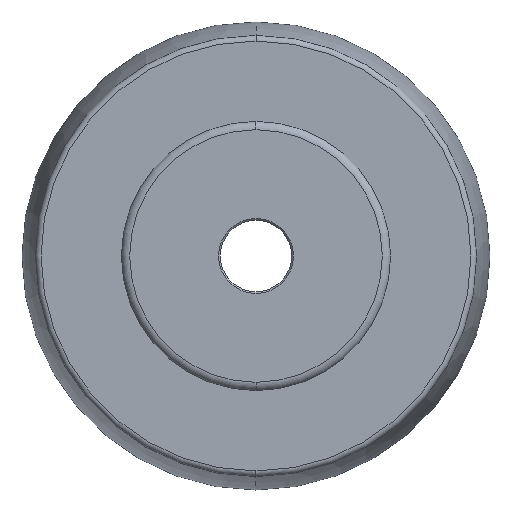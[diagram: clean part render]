
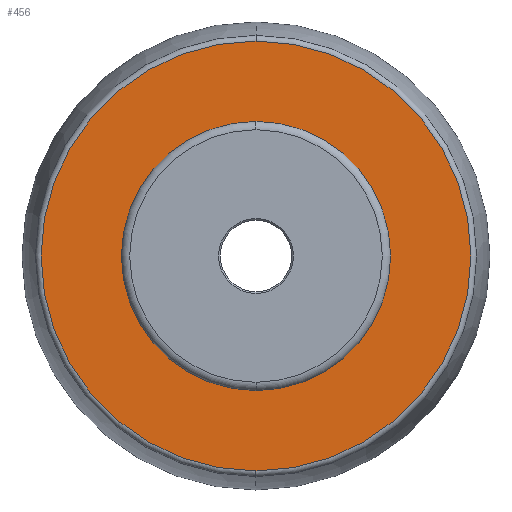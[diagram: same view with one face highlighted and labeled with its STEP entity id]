
A CAD part, left-side view. The second image highlights one B-rep face of the part: STEP entity #456.
In plain terms, the highlighted planar face has unit normal (-1, 0, 0).
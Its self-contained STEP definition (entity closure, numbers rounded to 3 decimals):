
#7 = CARTESIAN_POINT ( 'NONE',  ( -16.5, 0., -23. ) ) ;
#112 = CARTESIAN_POINT ( 'NONE',  ( -16.5, 0., 0. ) ) ;
#145 = EDGE_LOOP ( 'NONE', ( #441, #875 ) ) ;
#199 = VERTEX_POINT ( 'NONE', #438 ) ;
#224 = DIRECTION ( 'NONE',  ( -1., 0., 0. ) ) ;
#296 = FACE_BOUND ( 'NONE', #406, .T. ) ;
#345 = CARTESIAN_POINT ( 'NONE',  ( -16.5, 0., -36.735 ) ) ;
#406 = EDGE_LOOP ( 'NONE', ( #427, #433 ) ) ;
#427 = ORIENTED_EDGE ( 'NONE', *, *, #704, .F. ) ;
#433 = ORIENTED_EDGE ( 'NONE', *, *, #937, .F. ) ;
#438 = CARTESIAN_POINT ( 'NONE',  ( -16.5, 0., 23. ) ) ;
#441 = ORIENTED_EDGE ( 'NONE', *, *, #632, .T. ) ;
#443 = AXIS2_PLACEMENT_3D ( 'NONE', #687, #611, #540 ) ;
#453 = PLANE ( 'NONE',  #639 ) ;
#456 = ADVANCED_FACE ( 'NONE', ( #759, #296 ), #453, .T. ) ;
#505 = DIRECTION ( 'NONE',  ( 0., 0., 1. ) ) ;
#516 = CARTESIAN_POINT ( 'NONE',  ( -16.5, 0., 36.735 ) ) ;
#540 = DIRECTION ( 'NONE',  ( 0., 0., 1. ) ) ;
#541 = AXIS2_PLACEMENT_3D ( 'NONE', #579, #644, #707 ) ;
#543 = DIRECTION ( 'NONE',  ( 0., 0., 1. ) ) ;
#547 = CIRCLE ( 'NONE', #803, 36.735 ) ;
#564 = EDGE_CURVE ( 'NONE', #667, #657, #547, .T. ) ;
#579 = CARTESIAN_POINT ( 'NONE',  ( -16.5, 0., 0. ) ) ;
#611 = DIRECTION ( 'NONE',  ( -1., 0., 0. ) ) ;
#632 = EDGE_CURVE ( 'NONE', #657, #667, #745, .T. ) ;
#639 = AXIS2_PLACEMENT_3D ( 'NONE', #681, #224, #543 ) ;
#644 = DIRECTION ( 'NONE',  ( -1., 0., 0. ) ) ;
#657 = VERTEX_POINT ( 'NONE', #516 ) ;
#667 = VERTEX_POINT ( 'NONE', #345 ) ;
#681 = CARTESIAN_POINT ( 'NONE',  ( -16.5, 37.5, 0. ) ) ;
#687 = CARTESIAN_POINT ( 'NONE',  ( -16.5, 0., 0. ) ) ;
#704 = EDGE_CURVE ( 'NONE', #729, #199, #861, .T. ) ;
#707 = DIRECTION ( 'NONE',  ( 0., 0., 1. ) ) ;
#723 = DIRECTION ( 'NONE',  ( 0., 0., 1. ) ) ;
#729 = VERTEX_POINT ( 'NONE', #7 ) ;
#745 = CIRCLE ( 'NONE', #756, 36.735 ) ;
#756 = AXIS2_PLACEMENT_3D ( 'NONE', #112, #940, #723 ) ;
#759 = FACE_OUTER_BOUND ( 'NONE', #145, .T. ) ;
#792 = CARTESIAN_POINT ( 'NONE',  ( -16.5, 0., 0. ) ) ;
#803 = AXIS2_PLACEMENT_3D ( 'NONE', #792, #936, #505 ) ;
#861 = CIRCLE ( 'NONE', #443, 23. ) ;
#875 = ORIENTED_EDGE ( 'NONE', *, *, #564, .T. ) ;
#936 = DIRECTION ( 'NONE',  ( -1., 0., 0. ) ) ;
#937 = EDGE_CURVE ( 'NONE', #199, #729, #945, .T. ) ;
#940 = DIRECTION ( 'NONE',  ( -1., 0., 0. ) ) ;
#945 = CIRCLE ( 'NONE', #541, 23. ) ;
